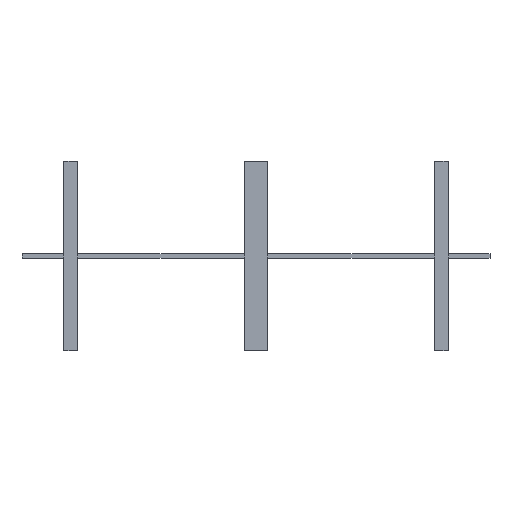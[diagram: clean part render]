
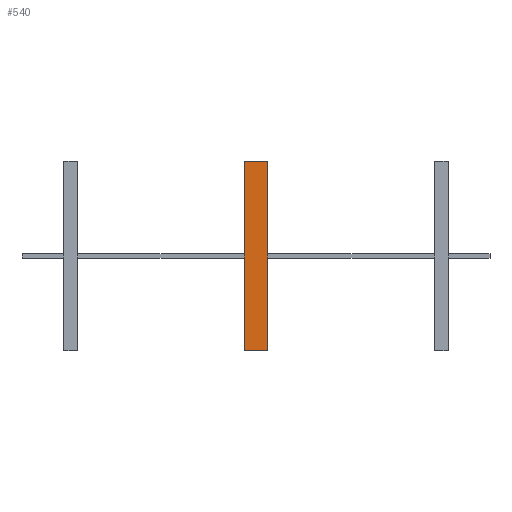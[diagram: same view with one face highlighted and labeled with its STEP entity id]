
A CAD part, top view. The second image highlights one B-rep face of the part: STEP entity #540.
In plain terms, the highlighted free-form (B-spline) face has degree [1, 1] with [2, 2] control points.
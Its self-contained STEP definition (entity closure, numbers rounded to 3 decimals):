
#240 = VERTEX_POINT('',#241);
#241 = CARTESIAN_POINT('',(23.998,-10.498,0.035));
#372 = EDGE_CURVE('',#240,#373,#375,.T.);
#373 = VERTEX_POINT('',#374);
#374 = CARTESIAN_POINT('',(23.998,-10.,0.035));
#375 = B_SPLINE_CURVE_WITH_KNOTS('',1,(#376,#377),.UNSPECIFIED.,.F.,.F.,
  (2,2),(0.,196.),.PIECEWISE_BEZIER_KNOTS.);
#376 = CARTESIAN_POINT('',(23.998,-10.498,0.035));
#377 = CARTESIAN_POINT('',(23.998,-10.,0.035));
#441 = EDGE_CURVE('',#240,#442,#444,.T.);
#442 = VERTEX_POINT('',#443);
#443 = CARTESIAN_POINT('',(23.998,-20.498,0.035));
#444 = B_SPLINE_CURVE_WITH_KNOTS('',1,(#445,#446),.UNSPECIFIED.,.F.,.F.,
  (2,2),(0.,8070.),.PIECEWISE_BEZIER_KNOTS.);
#445 = CARTESIAN_POINT('',(23.998,0.,0.035));
#446 = CARTESIAN_POINT('',(23.998,-20.498,0.035));
#540 = ADVANCED_FACE('',(#541),#585,.T.);
#541 = FACE_BOUND('',#542,.T.);
#542 = EDGE_LOOP('',(#543,#550,#557,#564,#571,#578,#583,#584));
#543 = ORIENTED_EDGE('',*,*,#544,.T.);
#544 = EDGE_CURVE('',#442,#545,#547,.T.);
#545 = VERTEX_POINT('',#546);
#546 = CARTESIAN_POINT('',(26.5,-20.498,0.035));
#547 = B_SPLINE_CURVE_WITH_KNOTS('',1,(#548,#549),.UNSPECIFIED.,.F.,.F.,
  (2,2),(0.,985.),.PIECEWISE_BEZIER_KNOTS.);
#548 = CARTESIAN_POINT('',(23.998,-20.498,0.035));
#549 = CARTESIAN_POINT('',(26.5,-20.498,0.035));
#550 = ORIENTED_EDGE('',*,*,#551,.T.);
#551 = EDGE_CURVE('',#545,#552,#554,.T.);
#552 = VERTEX_POINT('',#553);
#553 = CARTESIAN_POINT('',(26.5,-10.498,0.035));
#554 = B_SPLINE_CURVE_WITH_KNOTS('',1,(#555,#556),.UNSPECIFIED.,.F.,.F.,
  (2,2),(0.,8070.),.PIECEWISE_BEZIER_KNOTS.);
#555 = CARTESIAN_POINT('',(26.5,-20.498,0.035));
#556 = CARTESIAN_POINT('',(26.5,0.,0.035));
#557 = ORIENTED_EDGE('',*,*,#558,.F.);
#558 = EDGE_CURVE('',#559,#552,#561,.T.);
#559 = VERTEX_POINT('',#560);
#560 = CARTESIAN_POINT('',(26.5,-10.,0.035));
#561 = B_SPLINE_CURVE_WITH_KNOTS('',1,(#562,#563),.UNSPECIFIED.,.F.,.F.,
  (2,2),(0.,196.),.PIECEWISE_BEZIER_KNOTS.);
#562 = CARTESIAN_POINT('',(26.5,-10.,0.035));
#563 = CARTESIAN_POINT('',(26.5,-10.498,0.035));
#564 = ORIENTED_EDGE('',*,*,#565,.T.);
#565 = EDGE_CURVE('',#559,#566,#568,.T.);
#566 = VERTEX_POINT('',#567);
#567 = CARTESIAN_POINT('',(26.5,0.,0.035));
#568 = B_SPLINE_CURVE_WITH_KNOTS('',1,(#569,#570),.UNSPECIFIED.,.F.,.F.,
  (2,2),(0.,8070.),.PIECEWISE_BEZIER_KNOTS.);
#569 = CARTESIAN_POINT('',(26.5,-20.498,0.035));
#570 = CARTESIAN_POINT('',(26.5,0.,0.035));
#571 = ORIENTED_EDGE('',*,*,#572,.T.);
#572 = EDGE_CURVE('',#566,#573,#575,.T.);
#573 = VERTEX_POINT('',#574);
#574 = CARTESIAN_POINT('',(23.998,0.,0.035));
#575 = B_SPLINE_CURVE_WITH_KNOTS('',1,(#576,#577),.UNSPECIFIED.,.F.,.F.,
  (2,2),(0.,985.),.PIECEWISE_BEZIER_KNOTS.);
#576 = CARTESIAN_POINT('',(26.5,0.,0.035));
#577 = CARTESIAN_POINT('',(23.998,0.,0.035));
#578 = ORIENTED_EDGE('',*,*,#579,.T.);
#579 = EDGE_CURVE('',#573,#373,#580,.T.);
#580 = B_SPLINE_CURVE_WITH_KNOTS('',1,(#581,#582),.UNSPECIFIED.,.F.,.F.,
  (2,2),(0.,8070.),.PIECEWISE_BEZIER_KNOTS.);
#581 = CARTESIAN_POINT('',(23.998,0.,0.035));
#582 = CARTESIAN_POINT('',(23.998,-20.498,0.035));
#583 = ORIENTED_EDGE('',*,*,#372,.F.);
#584 = ORIENTED_EDGE('',*,*,#441,.T.);
#585 = B_SPLINE_SURFACE_WITH_KNOTS('',1,1,(
    (#586,#587)
    ,(#588,#589
    )),.UNSPECIFIED.,.F.,.F.,.F.,(2,2),(2,2),(-492.5,492.5),(-4035.,
    4035.),.PIECEWISE_BEZIER_KNOTS.);
#586 = CARTESIAN_POINT('',(23.998,-20.498,0.035));
#587 = CARTESIAN_POINT('',(23.998,0.,0.035));
#588 = CARTESIAN_POINT('',(26.5,-20.498,0.035));
#589 = CARTESIAN_POINT('',(26.5,0.,0.035));
